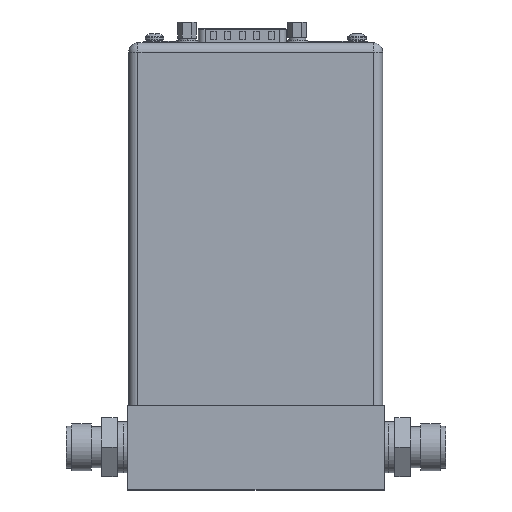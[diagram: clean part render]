
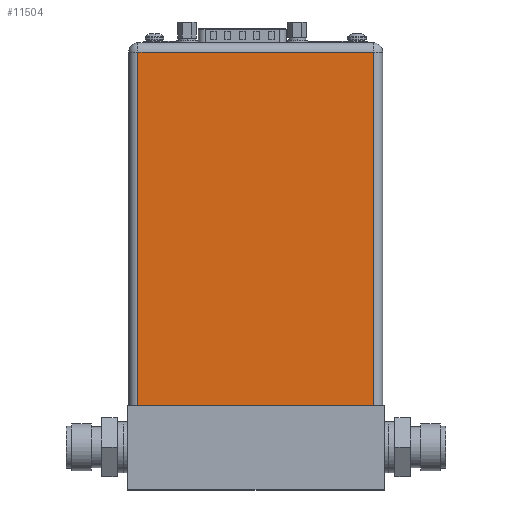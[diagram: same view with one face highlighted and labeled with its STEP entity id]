
A CAD part, top view. The second image highlights one B-rep face of the part: STEP entity #11504.
In plain terms, the highlighted planar face has unit normal (0, 0, 1).
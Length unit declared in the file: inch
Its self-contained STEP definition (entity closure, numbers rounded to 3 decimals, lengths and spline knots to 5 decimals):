
#8893=DIRECTION('',(1.,0.,0.));
#8894=VECTOR('',#8893,2.755);
#8895=CARTESIAN_POINT('',(-1.3775,0.,1.425));
#8896=LINE('',#8895,#8894);
#10099=DIRECTION('',(0.,-1.,0.));
#10100=VECTOR('',#10099,4.14);
#10101=CARTESIAN_POINT('',(1.3775,4.14,1.425));
#10102=LINE('',#10101,#10100);
#10106=DIRECTION('',(0.,-1.,0.));
#10107=VECTOR('',#10106,4.14);
#10108=CARTESIAN_POINT('',(-1.3775,4.14,1.425));
#10109=LINE('',#10108,#10107);
#10113=DIRECTION('',(1.,0.,0.));
#10114=VECTOR('',#10113,2.755);
#10115=CARTESIAN_POINT('',(-1.3775,4.14,1.425));
#10116=LINE('',#10115,#10114);
#10393=CARTESIAN_POINT('',(1.3775,0.,1.425));
#10395=VERTEX_POINT('',#10393);
#10396=CARTESIAN_POINT('',(1.3775,4.14,1.425));
#10397=VERTEX_POINT('',#10396);
#10418=CARTESIAN_POINT('',(-1.3775,0.,1.425));
#10420=VERTEX_POINT('',#10418);
#10422=CARTESIAN_POINT('',(-1.3775,4.14,1.425));
#10423=VERTEX_POINT('',#10422);
#11491=CARTESIAN_POINT('',(-1.4875,0.,1.425));
#11492=DIRECTION('',(0.,0.,1.));
#11493=DIRECTION('',(1.,0.,0.));
#11494=AXIS2_PLACEMENT_3D('',#11491,#11492,#11493);
#11495=PLANE('',#11494);
#11496=ORIENTED_EDGE('',*,*,#11483,.T.);
#11497=ORIENTED_EDGE('',*,*,#10451,.F.);
#11499=ORIENTED_EDGE('',*,*,#11498,.F.);
#11501=ORIENTED_EDGE('',*,*,#11500,.T.);
#11502=EDGE_LOOP('',(#11496,#11497,#11499,#11501));
#11503=FACE_OUTER_BOUND('',#11502,.F.);
#11504=ADVANCED_FACE('',(#11503),#11495,.T.);
#10451=EDGE_CURVE('',#10420,#10395,#8896,.T.);
#11483=EDGE_CURVE('',#10397,#10395,#10102,.T.);
#11498=EDGE_CURVE('',#10423,#10420,#10109,.T.);
#11500=EDGE_CURVE('',#10423,#10397,#10116,.T.);
